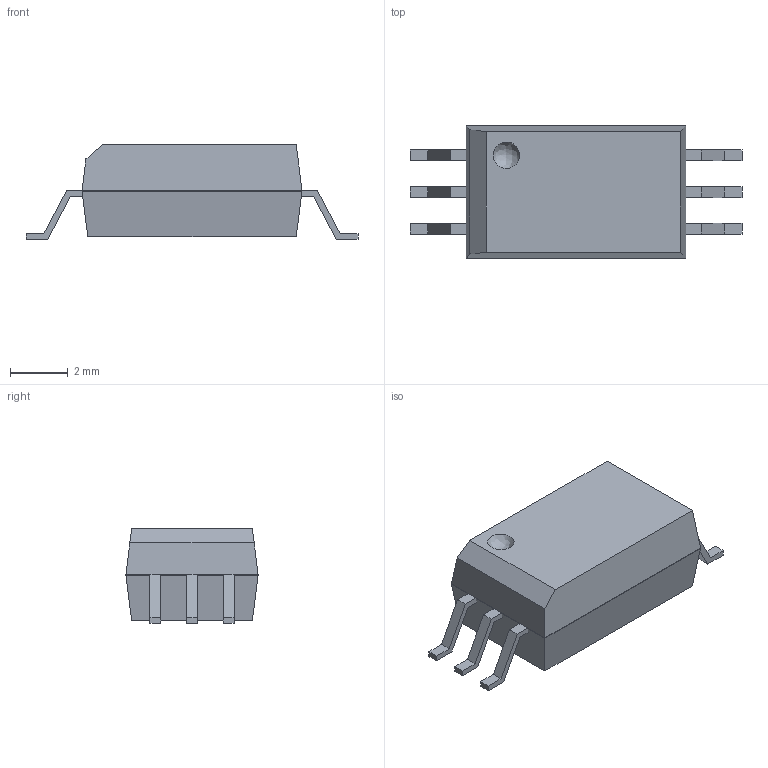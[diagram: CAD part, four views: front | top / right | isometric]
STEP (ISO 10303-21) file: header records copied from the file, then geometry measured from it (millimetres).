
FILE_DESCRIPTION (( 'STEP AP214' ), '1' );
FILE_NAME ('User Library-SO-6W.STEP', '2017-05-11T09:27:02', ( 'Windows User' ), ( '' ), 'SwSTEP 2.0', 'SolidWorks 2017', '' );
FILE_SCHEMA (( 'AUTOMOTIVE_DESIGN' ));
Length unit declared in the file: millimetre
Products named in the file (3): User Library-SO-6W_Fusion; User Library-SO-6W_Fusion001; User Library-SO-6W
Assembly tree (2 placements, depth 2):
  User Library-SO-6W
    User Library-SO-6W_Fusion001
    User Library-SO-6W_Fusion
Bounding box: 11.5 x 4.58 x 3.28 mm (x, y, z)
Volume: 104.9 mm3; surface area: 157.8 mm2
Topology: 7 solids, 7 shells, 76 faces, 177 edges, 116 vertices
Faces by surface type: plane 75, bspline 1
Entity records: 3129 total; most frequent: CARTESIAN_POINT 407, ORIENTED_EDGE 354, DIRECTION 335, EDGE_CURVE 177, LINE 175, VECTOR 175, VERTEX_POINT 116, UNCERTAINTY_MEASURE_WITH_UNIT 88
